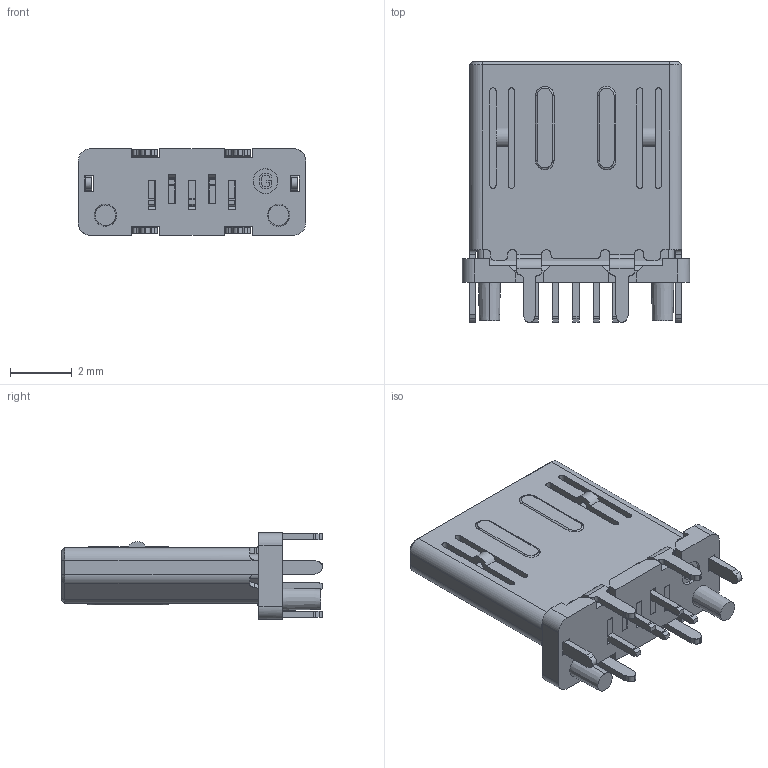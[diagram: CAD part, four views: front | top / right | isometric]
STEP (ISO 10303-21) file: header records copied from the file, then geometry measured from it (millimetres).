
FILE_DESCRIPTION (( 'STEP AP214' ), '1' );
FILE_NAME ('USB3150-30-130-X_revA.STEP', '2017-08-09T03:38:42', ( '' ), ( '' ), 'SwSTEP 2.0', 'SolidWorks 2016', '' );
FILE_SCHEMA (( 'AUTOMOTIVE_DESIGN' ));
Length unit declared in the file: millimetre
Products named in the file (8): PRT0006; PRT0005; PRT0004; CONTACT stack=1.3mm; CONTACT-1; CONTACT; HOUSING; USB3150-30-130-X_revA
Assembly tree (7 placements, depth 2):
  USB3150-30-130-X_revA
    HOUSING
    CONTACT
    CONTACT-1
    CONTACT stack=1.3mm
    PRT0004
    PRT0005
    PRT0006
Bounding box: 7.35 x 8.43 x 2.8 mm (x, y, z)
Volume: 73.8 mm3; surface area: 481.1 mm2
Topology: 7 solids, 7 shells, 787 faces, 2278 edges, 1506 vertices
Faces by surface type: plane 469, cylinder 300, cone 10, bspline 8
Entity records: 27367 total; most frequent: CARTESIAN_POINT 6862, ORIENTED_EDGE 4556, DIRECTION 3730, EDGE_CURVE 2278, LINE 1506, VERTEX_POINT 1506, VECTOR 1506, AXIS2_PLACEMENT_3D 1112
